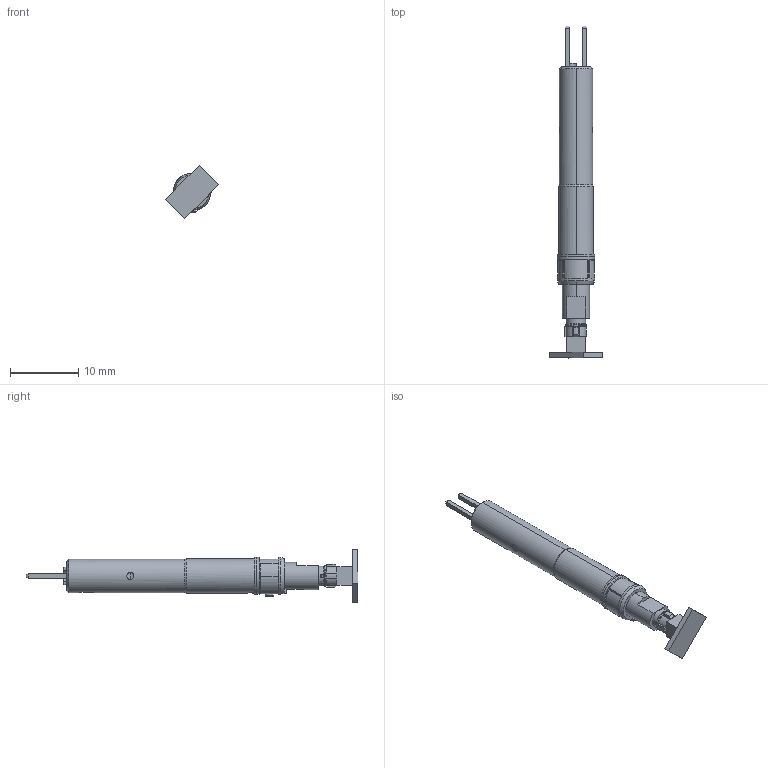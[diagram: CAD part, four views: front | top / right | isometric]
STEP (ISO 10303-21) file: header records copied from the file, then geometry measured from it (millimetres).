
FILE_DESCRIPTION (( 'STEP AP214' ), '1' );
FILE_NAME ('INGUN_114388.STEP', '2022-09-21T07:38:21', ( '' ), ( '' ), 'SwSTEP 2.0', 'SolidWorks 2021', '' );
FILE_SCHEMA (( 'AUTOMOTIVE_DESIGN' ));
Length unit declared in the file: millimetre
Products named in the file (6): 114374~0_S; 108704~0_NanoVTEP 4x7; INGUN_114388; 114373~0_S; 108707~0_S; 114385~0_S
Assembly tree (5 placements, depth 3):
  INGUN_114388
    114385~0_S
      114374~0_S
      114373~0_S
      108707~0_S
    108704~0_NanoVTEP 4x7
Bounding box: 7.78 x 48.7 x 7.78 mm (x, y, z)
Volume: 550.3 mm3; surface area: 1818.7 mm2
Topology: 4 solids, 12 shells, 380 faces, 1014 edges, 668 vertices
Faces by surface type: plane 225, bspline 114, cylinder 31, cone 6, torus 4
Entity records: 20356 total; most frequent: CARTESIAN_POINT 11087, ORIENTED_EDGE 1994, DIRECTION 1268, EDGE_CURVE 998, VERTEX_POINT 668, LINE 536, VECTOR 536, EDGE_LOOP 409
